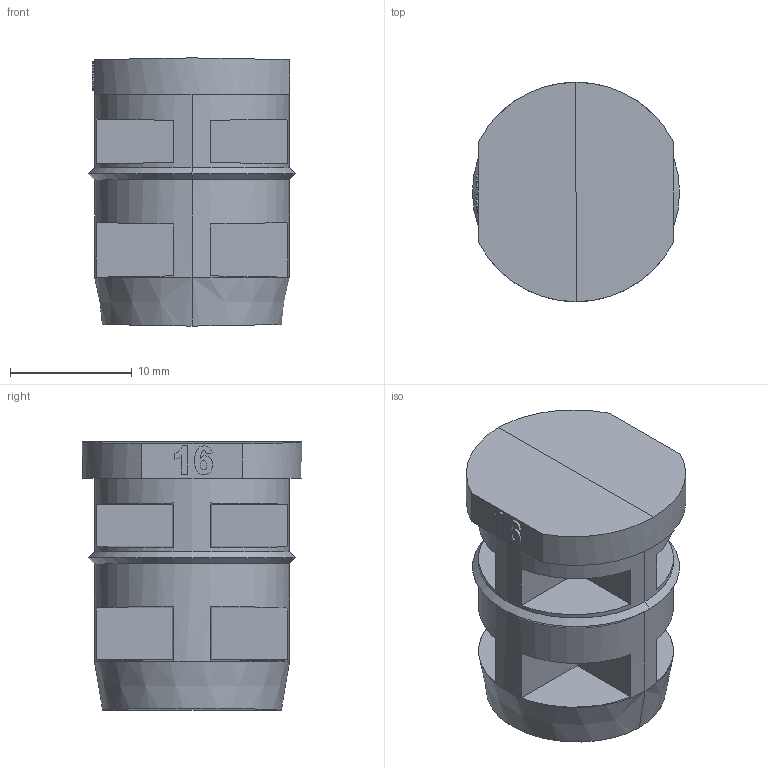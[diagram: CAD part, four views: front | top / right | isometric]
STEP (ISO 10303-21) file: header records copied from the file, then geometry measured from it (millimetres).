
FILE_DESCRIPTION(('Creo Elements/Direct Modeling STEP Export'),'2;1');
FILE_NAME('model.stp','2019-09-26T15:49:17',(''),(''),'Creo Elements/Direct Modeling STEP processor for AP214 (Solid Model)','Creo Elements/Direct Modeling 20.1A 29-Sep-2018 (C) Parametric Technology GmbH','');
FILE_SCHEMA(('AUTOMOTIVE_DESIGN { 1 0 10303 214 1 1 1 1 }'));
Length unit declared in the file: millimetre
Products named in the file (2): KDT_ST_16-select
Assembly tree (1 placements, depth 2):
  KDT_ST_16-select
    KDT_ST_16-select
Bounding box: 17 x 18 x 22 mm (x, y, z)
Volume: 3583.1 mm3; surface area: 2131.1 mm2
Topology: 1 solids, 1 shells, 123 faces, 319 edges, 209 vertices
Faces by surface type: plane 111, cylinder 6, cone 6
Entity records: 4598 total; most frequent: ORIENTED_EDGE 638, CARTESIAN_POINT 626, DIRECTION 554, EDGE_CURVE 319, VECTOR 280, LINE 280, VERTEX_POINT 209, AXIS2_PLACEMENT_3D 137
